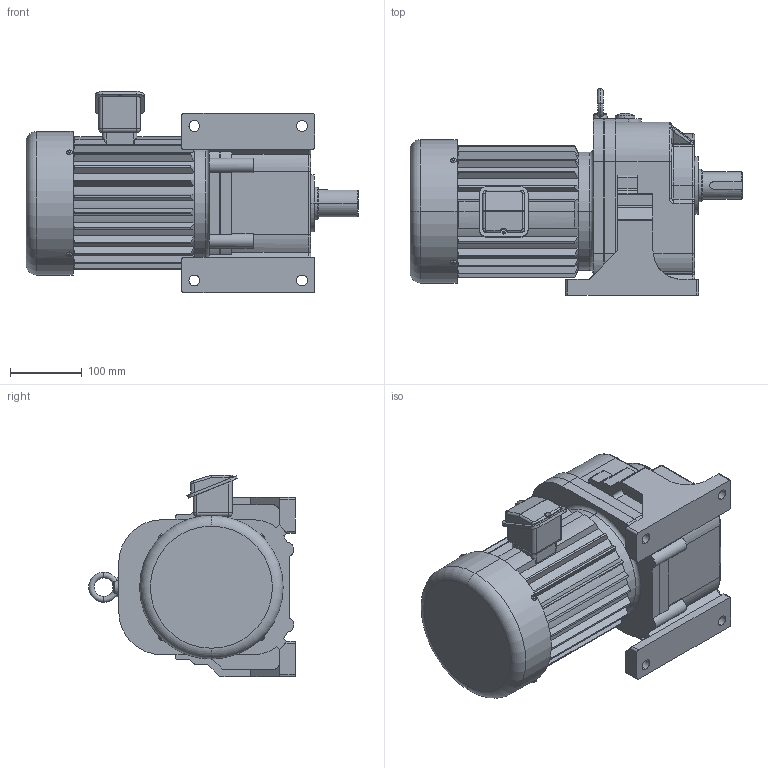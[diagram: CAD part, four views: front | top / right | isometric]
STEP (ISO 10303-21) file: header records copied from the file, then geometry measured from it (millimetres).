
FILE_DESCRIPTION (( 'STEP AP203' ), '1' );
FILE_NAME ('F153-015-A.STEP', '2024-11-20T22:32:51', ( 'User' ), ( '' ), 'SwSTEP 2.0', 'SolidWorks 2023', '' );
FILE_SCHEMA (( 'CONFIG_CONTROL_DESIGN' ));
Length unit declared in the file: millimetre
Products named in the file (1): F153-015-A
Bounding box: 462.5 x 288 x 281.27 mm (x, y, z)
Volume: 10983039.1 mm3; surface area: 614951.3 mm2
Topology: 1 solids, 1 shells, 1612 faces, 4628 edges, 3023 vertices
Faces by surface type: plane 1215, cylinder 297, torus 44, sphere 23, bspline 20, cone 13
Entity records: 53484 total; most frequent: CARTESIAN_POINT 11173, ORIENTED_EDGE 9224, DIRECTION 8288, EDGE_CURVE 4612, LINE 3716, VECTOR 3716, VERTEX_POINT 3021, AXIS2_PLACEMENT_3D 2286
